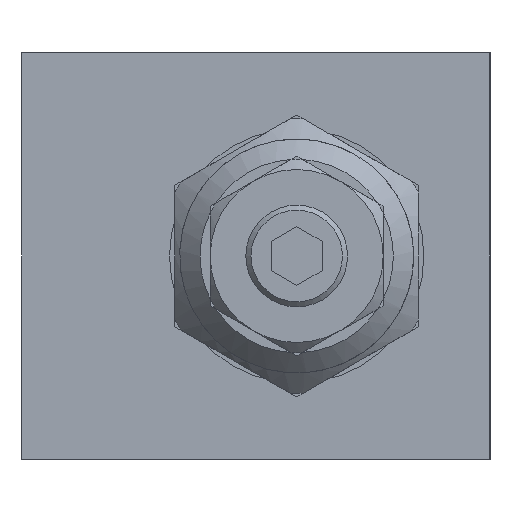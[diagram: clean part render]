
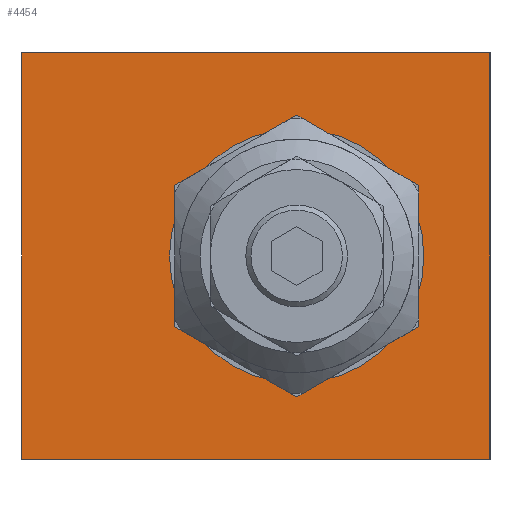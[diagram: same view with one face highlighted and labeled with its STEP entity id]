
A CAD part, left-side view. The second image highlights one B-rep face of the part: STEP entity #4454.
In plain terms, the highlighted planar face has unit normal (-1, 0, 0).
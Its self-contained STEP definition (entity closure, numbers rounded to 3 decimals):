
#210=FACE_BOUND('',#837,.T.);
#531=FACE_OUTER_BOUND('',#836,.T.);
#836=EDGE_LOOP('',(#3868,#3869,#3870,#3871));
#837=EDGE_LOOP('',(#3872));
#981=CIRCLE('',#4774,12.5);
#1339=LINE('',#7570,#1697);
#1342=LINE('',#7607,#1700);
#1343=LINE('',#7633,#1701);
#1346=LINE('',#7664,#1704);
#1697=VECTOR('',#5639,40.);
#1700=VECTOR('',#5682,46.);
#1701=VECTOR('',#5713,46.);
#1704=VECTOR('',#5748,40.);
#2069=VERTEX_POINT('',#7564);
#2071=VERTEX_POINT('',#7568);
#2085=VERTEX_POINT('',#7605);
#2095=VERTEX_POINT('',#7632);
#2108=VERTEX_POINT('',#7665);
#2668=EDGE_CURVE('',#2069,#2071,#1339,.T.);
#2683=EDGE_CURVE('',#2085,#2071,#1342,.T.);
#2693=EDGE_CURVE('',#2095,#2069,#1343,.T.);
#2707=EDGE_CURVE('',#2095,#2085,#1346,.T.);
#2708=EDGE_CURVE('',#2108,#2108,#981,.T.);
#3868=ORIENTED_EDGE('',*,*,#2668,.T.);
#3869=ORIENTED_EDGE('',*,*,#2683,.F.);
#3870=ORIENTED_EDGE('',*,*,#2707,.F.);
#3871=ORIENTED_EDGE('',*,*,#2693,.T.);
#3872=ORIENTED_EDGE('',*,*,#2708,.F.);
#4074=PLANE('',#4773);
#4454=ADVANCED_FACE('',(#531,#210),#4074,.T.);
#4773=AXIS2_PLACEMENT_3D('',#7663,#5746,#5747);
#4774=AXIS2_PLACEMENT_3D('',#7666,#5749,#5750);
#5639=DIRECTION('',(0.,0.,1.));
#5682=DIRECTION('',(0.,-1.,0.));
#5713=DIRECTION('',(0.,-1.,0.));
#5746=DIRECTION('center_axis',(-1.,0.,0.));
#5747=DIRECTION('ref_axis',(0.,1.,0.));
#5748=DIRECTION('',(0.,0.,1.));
#5749=DIRECTION('center_axis',(-1.,0.,0.));
#5750=DIRECTION('ref_axis',(0.,-1.,0.));
#7564=CARTESIAN_POINT('',(273.,0.,45.));
#7568=CARTESIAN_POINT('',(273.,0.,85.));
#7570=CARTESIAN_POINT('',(273.,0.,45.));
#7605=CARTESIAN_POINT('',(273.,46.,85.));
#7607=CARTESIAN_POINT('',(273.,46.,85.));
#7632=CARTESIAN_POINT('',(273.,46.,45.));
#7633=CARTESIAN_POINT('',(273.,46.,45.));
#7663=CARTESIAN_POINT('Origin',(273.,0.,45.));
#7664=CARTESIAN_POINT('',(273.,46.,45.));
#7665=CARTESIAN_POINT('',(273.,31.5,65.));
#7666=CARTESIAN_POINT('Origin',(273.,19.,65.));
